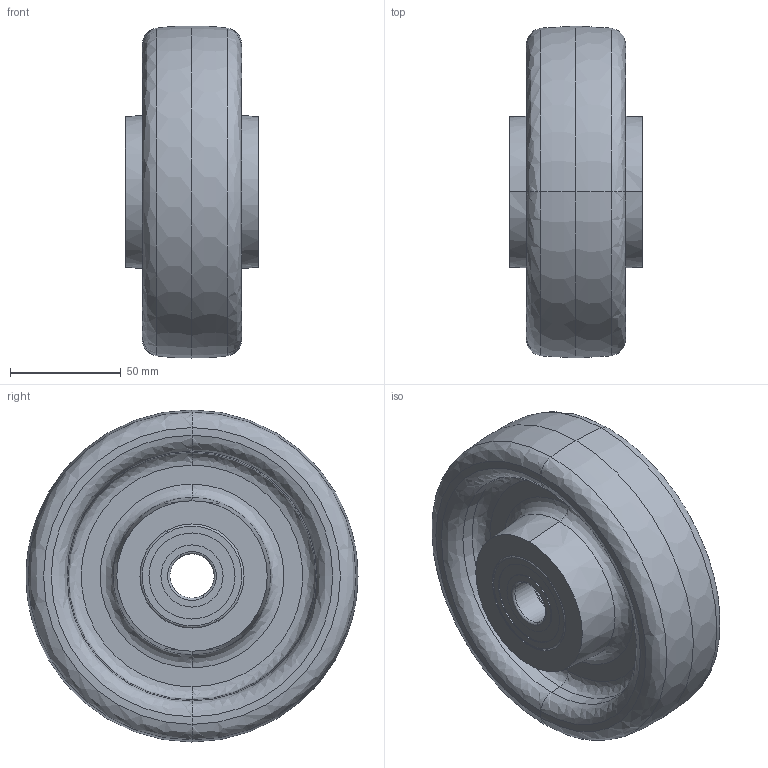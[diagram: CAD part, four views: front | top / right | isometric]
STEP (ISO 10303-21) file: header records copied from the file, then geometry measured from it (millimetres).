
FILE_DESCRIPTION (( 'STEP AP214' ), '1' );
FILE_NAME ('0022822.step', '2022-06-21T09:54:04', ( '' ), ( '' ), 'SwSTEP 2.0', 'SolidWorks 2020', '' );
FILE_SCHEMA (( 'AUTOMOTIVE_DESIGN' ));
Length unit declared in the file: millimetre
Products named in the file (1): 0022822
Bounding box: 60.1 x 150 x 150 mm (x, y, z)
Volume: 580279.4 mm3; surface area: 106156.5 mm2
Topology: 12 solids, 12 shells, 142 faces, 284 edges, 166 vertices
Faces by surface type: cylinder 46, torus 40, plane 24, bspline 20, cone 12
Entity records: 6617 total; most frequent: CARTESIAN_POINT 1837, DIRECTION 740, ORIENTED_EDGE 568, AXIS2_PLACEMENT_3D 341, EDGE_CURVE 284, CIRCLE 218, EDGE_LOOP 166, VERTEX_POINT 166
